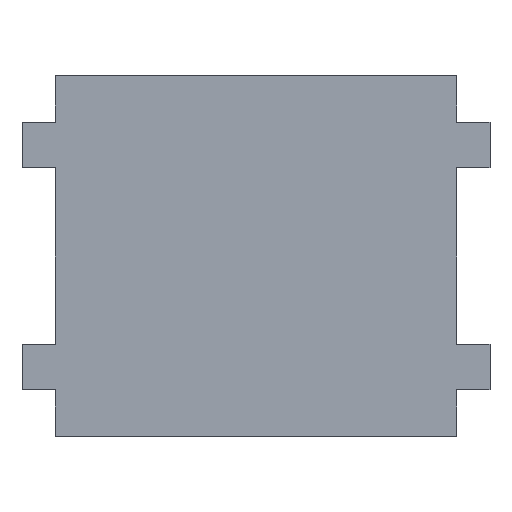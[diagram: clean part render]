
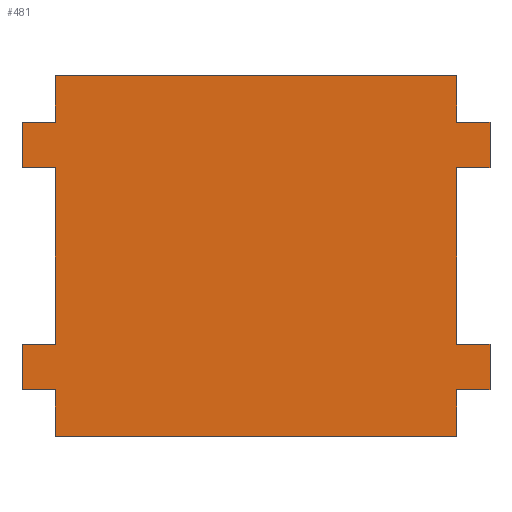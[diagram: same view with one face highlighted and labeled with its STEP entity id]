
A CAD part, front view. The second image highlights one B-rep face of the part: STEP entity #481.
In plain terms, the highlighted planar face has unit normal (0, -1, 0).
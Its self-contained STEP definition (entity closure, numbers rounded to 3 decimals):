
#38=PLANE('',#523);
#64=FACE_OUTER_BOUND('',#90,.T.);
#90=EDGE_LOOP('',(#436,#437,#438,#439,#440,#441,#442,#443,#444,#445,#446,
#447,#448,#449,#450,#451,#452,#453,#454,#455));
#96=LINE('',#665,#158);
#100=LINE('',#673,#162);
#104=LINE('',#680,#166);
#105=LINE('',#683,#167);
#109=LINE('',#691,#171);
#112=LINE('',#697,#174);
#116=LINE('',#705,#178);
#119=LINE('',#710,#181);
#121=LINE('',#715,#183);
#124=LINE('',#721,#186);
#127=LINE('',#726,#189);
#129=LINE('',#731,#191);
#132=LINE('',#737,#194);
#135=LINE('',#742,#197);
#137=LINE('',#747,#199);
#140=LINE('',#753,#202);
#143=LINE('',#758,#205);
#145=LINE('',#763,#207);
#148=LINE('',#769,#210);
#151=LINE('',#774,#213);
#158=VECTOR('',#545,10.);
#162=VECTOR('',#549,10.);
#166=VECTOR('',#553,10.);
#167=VECTOR('',#556,10.);
#171=VECTOR('',#562,10.);
#174=VECTOR('',#565,10.);
#178=VECTOR('',#569,10.);
#181=VECTOR('',#574,10.);
#183=VECTOR('',#580,10.);
#186=VECTOR('',#585,10.);
#189=VECTOR('',#590,10.);
#191=VECTOR('',#596,10.);
#194=VECTOR('',#601,10.);
#197=VECTOR('',#606,10.);
#199=VECTOR('',#612,10.);
#202=VECTOR('',#617,10.);
#205=VECTOR('',#622,10.);
#207=VECTOR('',#628,10.);
#210=VECTOR('',#633,10.);
#213=VECTOR('',#638,10.);
#221=VERTEX_POINT('',#657);
#224=VERTEX_POINT('',#662);
#225=VERTEX_POINT('',#664);
#228=VERTEX_POINT('',#670);
#229=VERTEX_POINT('',#672);
#232=VERTEX_POINT('',#678);
#233=VERTEX_POINT('',#682);
#235=VERTEX_POINT('',#688);
#238=VERTEX_POINT('',#694);
#239=VERTEX_POINT('',#696);
#242=VERTEX_POINT('',#702);
#243=VERTEX_POINT('',#704);
#245=VERTEX_POINT('',#714);
#247=VERTEX_POINT('',#720);
#249=VERTEX_POINT('',#730);
#251=VERTEX_POINT('',#736);
#253=VERTEX_POINT('',#746);
#255=VERTEX_POINT('',#752);
#257=VERTEX_POINT('',#762);
#259=VERTEX_POINT('',#768);
#269=EDGE_CURVE('',#225,#224,#96,.T.);
#273=EDGE_CURVE('',#229,#228,#100,.T.);
#277=EDGE_CURVE('',#221,#232,#104,.T.);
#278=EDGE_CURVE('',#228,#233,#105,.T.);
#282=EDGE_CURVE('',#233,#235,#109,.T.);
#285=EDGE_CURVE('',#239,#238,#112,.T.);
#289=EDGE_CURVE('',#243,#242,#116,.T.);
#292=EDGE_CURVE('',#238,#225,#119,.T.);
#294=EDGE_CURVE('',#229,#245,#121,.T.);
#297=EDGE_CURVE('',#247,#232,#124,.T.);
#300=EDGE_CURVE('',#245,#247,#127,.T.);
#302=EDGE_CURVE('',#221,#249,#129,.T.);
#305=EDGE_CURVE('',#251,#224,#132,.T.);
#308=EDGE_CURVE('',#249,#251,#135,.T.);
#310=EDGE_CURVE('',#239,#253,#137,.T.);
#313=EDGE_CURVE('',#255,#242,#140,.T.);
#316=EDGE_CURVE('',#253,#255,#143,.T.);
#318=EDGE_CURVE('',#257,#235,#145,.T.);
#321=EDGE_CURVE('',#259,#257,#148,.T.);
#324=EDGE_CURVE('',#243,#259,#151,.T.);
#436=ORIENTED_EDGE('',*,*,#318,.F.);
#437=ORIENTED_EDGE('',*,*,#321,.F.);
#438=ORIENTED_EDGE('',*,*,#324,.F.);
#439=ORIENTED_EDGE('',*,*,#289,.T.);
#440=ORIENTED_EDGE('',*,*,#313,.F.);
#441=ORIENTED_EDGE('',*,*,#316,.F.);
#442=ORIENTED_EDGE('',*,*,#310,.F.);
#443=ORIENTED_EDGE('',*,*,#285,.T.);
#444=ORIENTED_EDGE('',*,*,#292,.T.);
#445=ORIENTED_EDGE('',*,*,#269,.T.);
#446=ORIENTED_EDGE('',*,*,#305,.F.);
#447=ORIENTED_EDGE('',*,*,#308,.F.);
#448=ORIENTED_EDGE('',*,*,#302,.F.);
#449=ORIENTED_EDGE('',*,*,#277,.T.);
#450=ORIENTED_EDGE('',*,*,#297,.F.);
#451=ORIENTED_EDGE('',*,*,#300,.F.);
#452=ORIENTED_EDGE('',*,*,#294,.F.);
#453=ORIENTED_EDGE('',*,*,#273,.T.);
#454=ORIENTED_EDGE('',*,*,#278,.T.);
#455=ORIENTED_EDGE('',*,*,#282,.T.);
#481=ADVANCED_FACE('',(#64),#38,.F.);
#523=AXIS2_PLACEMENT_3D('',#777,#642,#643);
#545=DIRECTION('',(0.,0.,-1.));
#549=DIRECTION('',(0.,0.,-1.));
#553=DIRECTION('',(0.,0.,-1.));
#556=DIRECTION('',(1.,0.,0.));
#562=DIRECTION('',(0.,0.,1.));
#565=DIRECTION('',(0.,0.,1.));
#569=DIRECTION('',(0.,0.,1.));
#574=DIRECTION('',(-1.,0.,0.));
#580=DIRECTION('',(-1.,0.,0.));
#585=DIRECTION('',(1.,0.,0.));
#590=DIRECTION('',(0.,0.,1.));
#596=DIRECTION('',(-1.,0.,0.));
#601=DIRECTION('',(1.,0.,0.));
#606=DIRECTION('',(0.,0.,1.));
#612=DIRECTION('',(1.,0.,0.));
#617=DIRECTION('',(-1.,0.,0.));
#622=DIRECTION('',(0.,0.,-1.));
#628=DIRECTION('',(-1.,0.,0.));
#633=DIRECTION('',(0.,0.,-1.));
#638=DIRECTION('',(1.,0.,0.));
#642=DIRECTION('center_axis',(0.,1.,0.));
#643=DIRECTION('ref_axis',(1.,0.,0.));
#657=CARTESIAN_POINT('',(-1.5,0.,0.66));
#662=CARTESIAN_POINT('',(-1.5,0.,1.));
#664=CARTESIAN_POINT('',(-1.5,0.,1.35));
#665=CARTESIAN_POINT('',(-1.5,0.,1.35));
#670=CARTESIAN_POINT('',(-1.5,0.,-1.35));
#672=CARTESIAN_POINT('',(-1.5,0.,-1.));
#673=CARTESIAN_POINT('',(-1.5,0.,1.35));
#678=CARTESIAN_POINT('',(-1.5,0.,-0.66));
#680=CARTESIAN_POINT('',(-1.5,0.,1.35));
#682=CARTESIAN_POINT('',(1.5,0.,-1.35));
#683=CARTESIAN_POINT('',(-1.5,0.,-1.35));
#688=CARTESIAN_POINT('',(1.5,0.,-1.));
#691=CARTESIAN_POINT('',(1.5,0.,-1.35));
#694=CARTESIAN_POINT('',(1.5,0.,1.35));
#696=CARTESIAN_POINT('',(1.5,0.,1.));
#697=CARTESIAN_POINT('',(1.5,0.,-1.35));
#702=CARTESIAN_POINT('',(1.5,0.,0.66));
#704=CARTESIAN_POINT('',(1.5,0.,-0.66));
#705=CARTESIAN_POINT('',(1.5,0.,-1.35));
#710=CARTESIAN_POINT('',(1.5,0.,1.35));
#714=CARTESIAN_POINT('',(-1.75,0.,-1.));
#715=CARTESIAN_POINT('',(-1.5,0.,-1.));
#720=CARTESIAN_POINT('',(-1.75,0.,-0.66));
#721=CARTESIAN_POINT('',(-1.75,0.,-0.66));
#726=CARTESIAN_POINT('',(-1.75,0.,-1.));
#730=CARTESIAN_POINT('',(-1.75,0.,0.66));
#731=CARTESIAN_POINT('',(-1.5,0.,0.66));
#736=CARTESIAN_POINT('',(-1.75,0.,1.));
#737=CARTESIAN_POINT('',(-1.75,0.,1.));
#742=CARTESIAN_POINT('',(-1.75,0.,0.66));
#746=CARTESIAN_POINT('',(1.75,0.,1.));
#747=CARTESIAN_POINT('',(1.5,0.,1.));
#752=CARTESIAN_POINT('',(1.75,0.,0.66));
#753=CARTESIAN_POINT('',(1.75,0.,0.66));
#758=CARTESIAN_POINT('',(1.75,0.,1.));
#762=CARTESIAN_POINT('',(1.75,0.,-1.));
#763=CARTESIAN_POINT('',(1.75,0.,-1.));
#768=CARTESIAN_POINT('',(1.75,0.,-0.66));
#769=CARTESIAN_POINT('',(1.75,0.,-0.66));
#774=CARTESIAN_POINT('',(1.5,0.,-0.66));
#777=CARTESIAN_POINT('Origin',(1.625,0.,-0.83));
